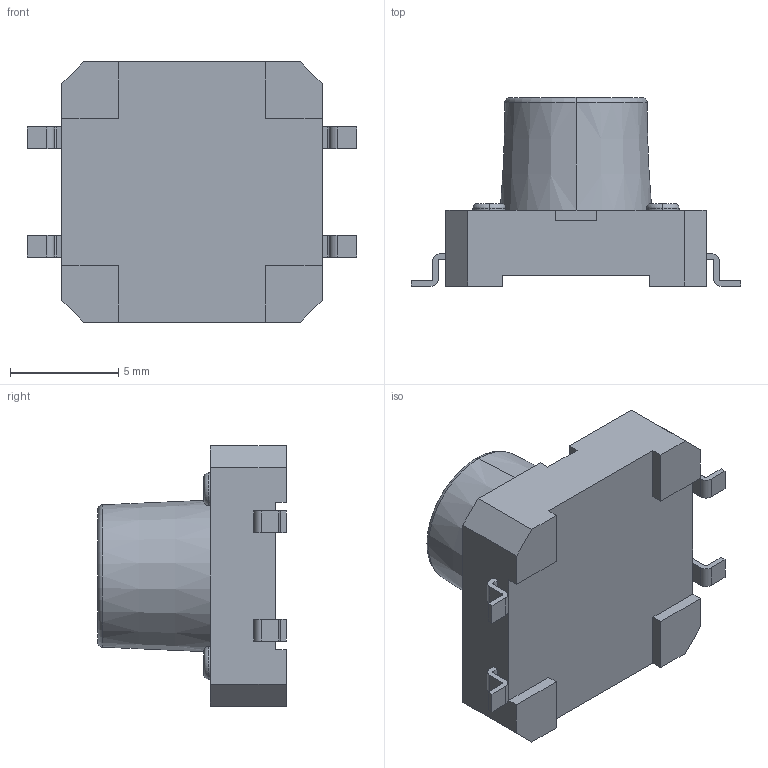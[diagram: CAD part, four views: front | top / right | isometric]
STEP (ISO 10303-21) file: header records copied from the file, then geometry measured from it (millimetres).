
FILE_DESCRIPTION (( 'STEP AP214' ), '1' );
FILE_NAME ('TS16-1212-85-BK-100-SMT-TR.STEP', '2023-01-06T09:11:56', ( '' ), ( '' ), 'SwSTEP 2.0', 'SolidWorks 2021', '' );
FILE_SCHEMA (( 'AUTOMOTIVE_DESIGN' ));
Length unit declared in the file: millimetre
Products named in the file (1): TS16-1212-85-BK-100-SMT-TR
Bounding box: 15.2 x 8.7 x 12 mm (x, y, z)
Volume: 610.4 mm3; surface area: 804 mm2
Topology: 6 solids, 6 shells, 148 faces, 374 edges, 244 vertices
Faces by surface type: plane 94, cylinder 36, torus 14, cone 4
Entity records: 4535 total; most frequent: DIRECTION 778, CARTESIAN_POINT 767, ORIENTED_EDGE 748, EDGE_CURVE 374, VECTOR 268, LINE 268, AXIS2_PLACEMENT_3D 255, VERTEX_POINT 244
